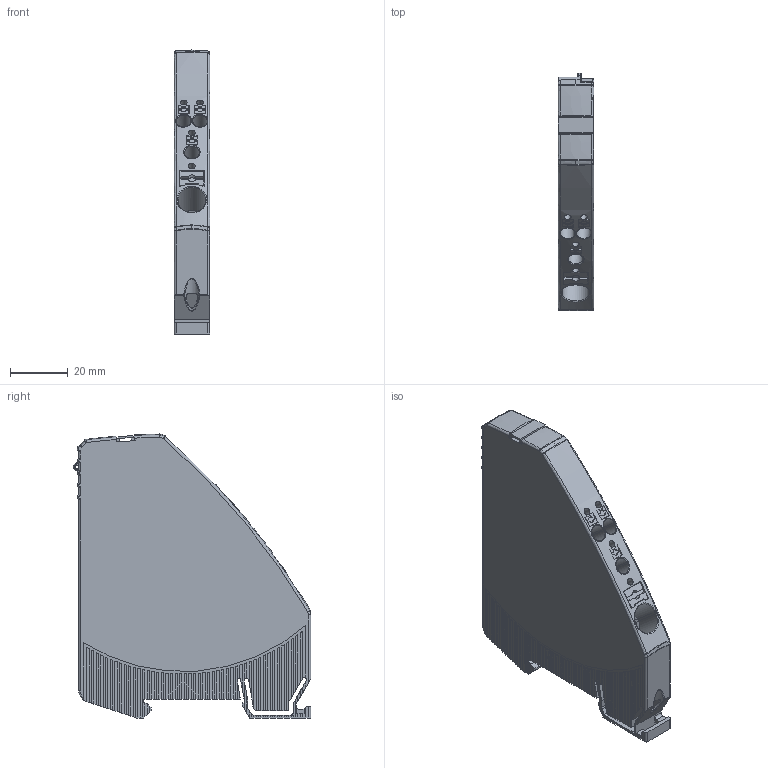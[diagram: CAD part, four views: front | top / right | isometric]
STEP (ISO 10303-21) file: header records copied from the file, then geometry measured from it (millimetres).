
FILE_DESCRIPTION (( 'STEP AP214' ), '1' );
FILE_NAME ('t-em12-t01-xxx_ik01_REV1.STEP', '2023-04-20T09:47:15', ( '' ), ( '' ), 'SwSTEP 2.0', 'SolidWorks 2021', '' );
FILE_SCHEMA (( 'AUTOMOTIVE_DESIGN' ));
Length unit declared in the file: inch
Products named in the file (1): t-em12-t01-xxx_ik01_REV1
Bounding box: 12.4 x 81.9 x 97.95 mm (x, y, z)
Volume: 70879.1 mm3; surface area: 20239.9 mm2
Topology: 1 solids, 1 shells, 1092 faces, 3082 edges, 2008 vertices
Faces by surface type: plane 727, cylinder 241, bspline 119, cone 4, torus 1
Full cylindrical faces by diameter (mm): 1.122 x1, 2.3 x4
Entity records: 42310 total; most frequent: CARTESIAN_POINT 14835, ORIENTED_EDGE 6140, DIRECTION 5169, EDGE_CURVE 3070, VECTOR 2291, LINE 2291, VERTEX_POINT 2003, AXIS2_PLACEMENT_3D 1439
